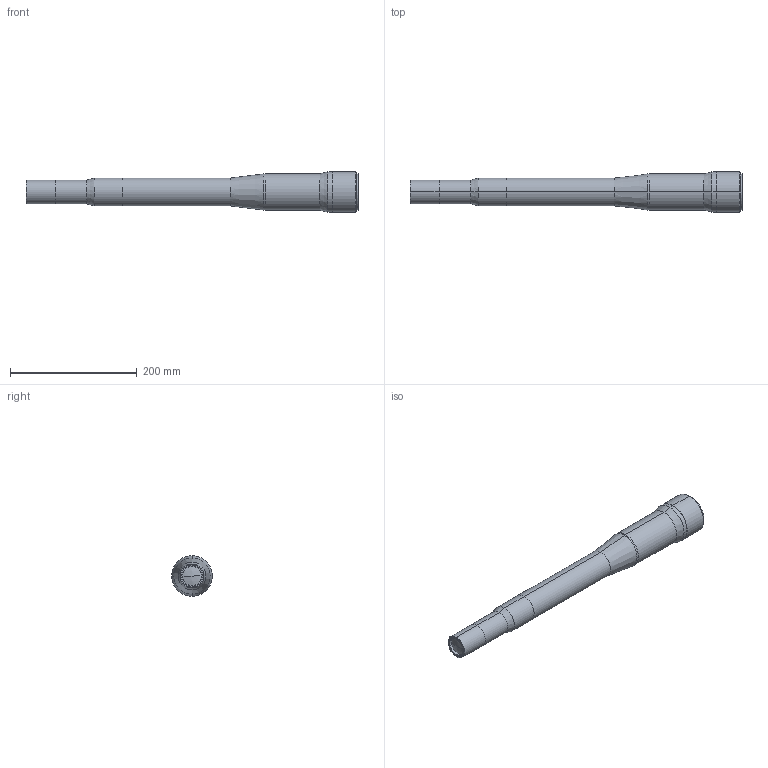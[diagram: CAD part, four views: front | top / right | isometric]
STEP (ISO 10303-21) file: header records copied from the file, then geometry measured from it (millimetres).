
FILE_DESCRIPTION (( 'STEP AP203' ), '1' );
FILE_NAME ('DP25941_TC16M009-K.step', '2021-09-30T10:45:48', ( '' ), ( '' ), 'SwSTEP 2.0', 'SolidWorks 2021', '' );
FILE_SCHEMA (( 'CONFIG_CONTROL_DESIGN' ));
Length unit declared in the file: millimetre
Products named in the file (1): DP25941_TC16M009-K
Bounding box: 524.52 x 64 x 64 mm (x, y, z)
Surface area: 94595.5 mm2 (no closed solid volume)
Topology: 0 solids, 8 shells, 59 faces, 140 edges, 91 vertices
Faces by surface type: cylinder 28, plane 17, cone 12, sphere 2
Entity records: 1792 total; most frequent: DIRECTION 344, CARTESIAN_POINT 291, ORIENTED_EDGE 244, AXIS2_PLACEMENT_3D 144, EDGE_CURVE 140, VERTEX_POINT 91, CIRCLE 84, EDGE_LOOP 68
